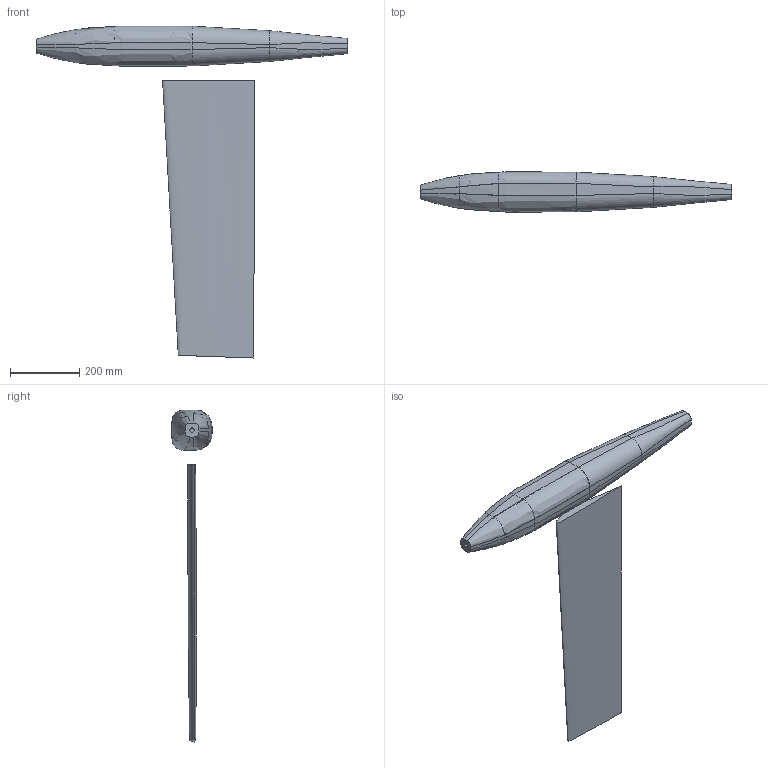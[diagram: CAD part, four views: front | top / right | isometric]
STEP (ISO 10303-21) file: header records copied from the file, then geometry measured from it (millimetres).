
FILE_DESCRIPTION(/* description */ (''),/* implementation_level */ '2;1');
FILE_NAME(/* name */ 'prototype-weight-estimation.step',/* time_stamp */ '2026-01-31T21:41:55+01:00',/* author */ (''),/* organization */ (''),/* preprocessor_version */ 'ST-DEVELOPER v20.1',/* originating_system */ 'Autodesk Translation Framework v14.24.0.0',/* authorisation */ '');
FILE_SCHEMA (('AUTOMOTIVE_DESIGN { 1 0 10303 214 3 1 1 }'));
Length unit declared in the file: millimetre
Products named in the file (1): Wingtest
Bounding box: 900 x 116.29 x 960.2 mm (x, y, z)
Volume: 6502074 mm3; surface area: 841509 mm2
Topology: 2 solids, 2 shells, 55 faces, 118 edges, 68 vertices
Faces by surface type: bspline 34, plane 17, cylinder 4
Entity records: 3937 total; most frequent: CARTESIAN_POINT 2889, ORIENTED_EDGE 236, DIRECTION 154, EDGE_CURVE 118, VERTEX_POINT 68, EDGE_LOOP 56, FACE_OUTER_BOUND 55, ADVANCED_FACE 55
